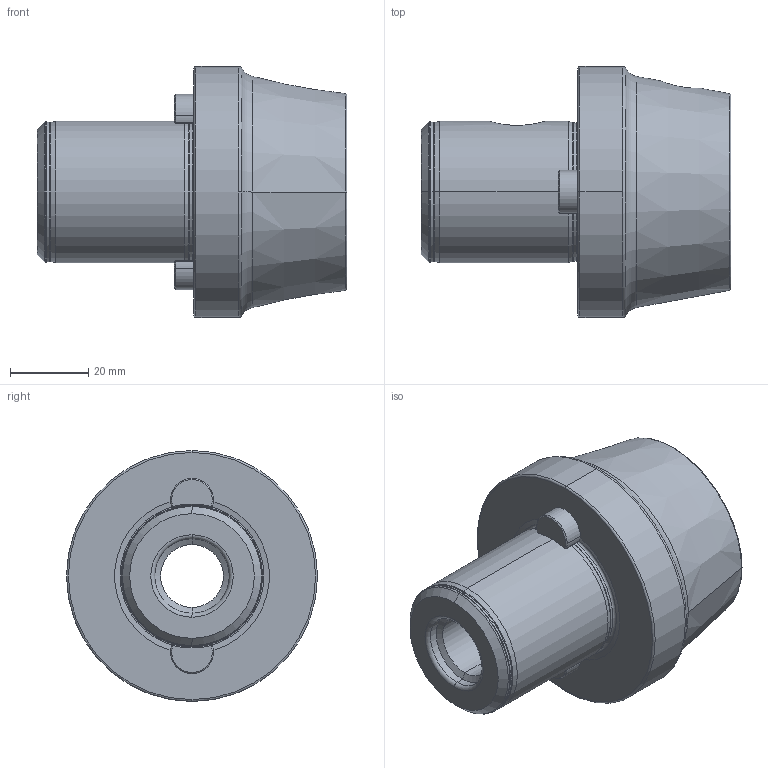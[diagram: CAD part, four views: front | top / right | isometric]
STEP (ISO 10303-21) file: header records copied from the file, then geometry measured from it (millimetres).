
FILE_DESCRIPTION (( 'STEP AP203' ), '1' );
FILE_NAME ('ST6-ST5.K01.039.STEP', '2016-02-12T10:27:01', ( 'SWIAdmin' ), ( 'Hewlett-Packard Company' ), 'SwSTEP 2.0', 'SolidWorks 2015', '' );
FILE_SCHEMA (( 'CONFIG_CONTROL_DESIGN' ));
Length unit declared in the file: millimetre
Products named in the file (4): ST6-ST5.K01.039_A; ST5-ER1.001.012_A; ST6-ER2.001.012_A; ST6-ST5.K01.039
Assembly tree (4 placements, depth 2):
  ST6-ST5.K01.039
    ST6-ST5.K01.039_A
    ST5-ER1.001.012_A
    ST6-ER2.001.012_A  x2
Bounding box: 79 x 64 x 64 mm (x, y, z)
Volume: 112934.4 mm3; surface area: 23763.4 mm2
Topology: 4 solids, 4 shells, 160 faces, 365 edges, 210 vertices
Faces by surface type: cone 52, cylinder 45, torus 33, plane 26, bspline 4
Entity records: 5104 total; most frequent: CARTESIAN_POINT 1529, DIRECTION 713, ORIENTED_EDGE 630, EDGE_CURVE 315, AXIS2_PLACEMENT_3D 301, VERTEX_POINT 184, CIRCLE 159, EDGE_LOOP 147
